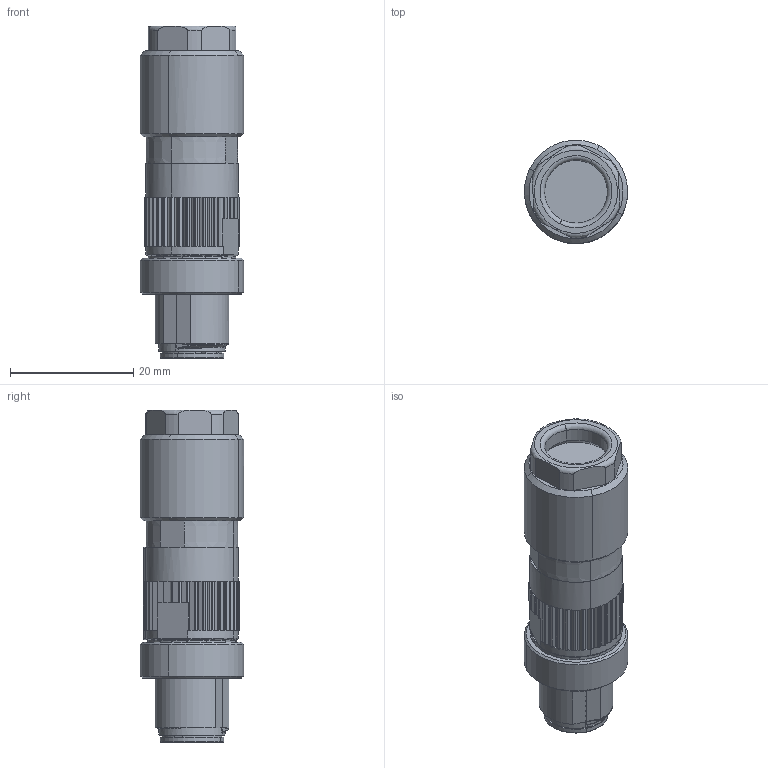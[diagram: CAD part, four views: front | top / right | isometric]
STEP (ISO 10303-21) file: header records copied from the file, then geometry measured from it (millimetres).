
FILE_DESCRIPTION(('CATIA V5 STEP Exchange','CAx-IF Rec.Pracs.--- Model Styling and Organization---1.4--- 2014-01-23'),'2;1');
FILE_NAME ('191787-2_1', '2020-01-06T09:26:24+00:00', ('none'), ('Weidmueller'), 'CATIA Version 5-6 Release 2016 SP3 HF44', 'CATIA V5 STEP AP214', 'none');
FILE_SCHEMA(('AUTOMOTIVE_DESIGN { 1 0 10303 214 1 1 1 1 }'));
Length unit declared in the file: millimetre
Products named in the file (1): 2544780000
Bounding box: 16.77 x 16.77 x 53.95 mm (x, y, z)
Volume: 8327.6 mm3; surface area: 8107.9 mm2
Topology: 7 solids, 23 shells, 1047 faces, 2971 edges, 1924 vertices
Faces by surface type: plane 404, cylinder 331, cone 90, torus 79, bspline 76, sphere 44, extrusion 23
Entity records: 38118 total; most frequent: CARTESIAN_POINT 13682, ORIENTED_EDGE 5854, DIRECTION 3714, EDGE_CURVE 2915, VERTEX_POINT 1900, AXIS2_PLACEMENT_3D 1621, VECTOR 1282, LINE 1259
